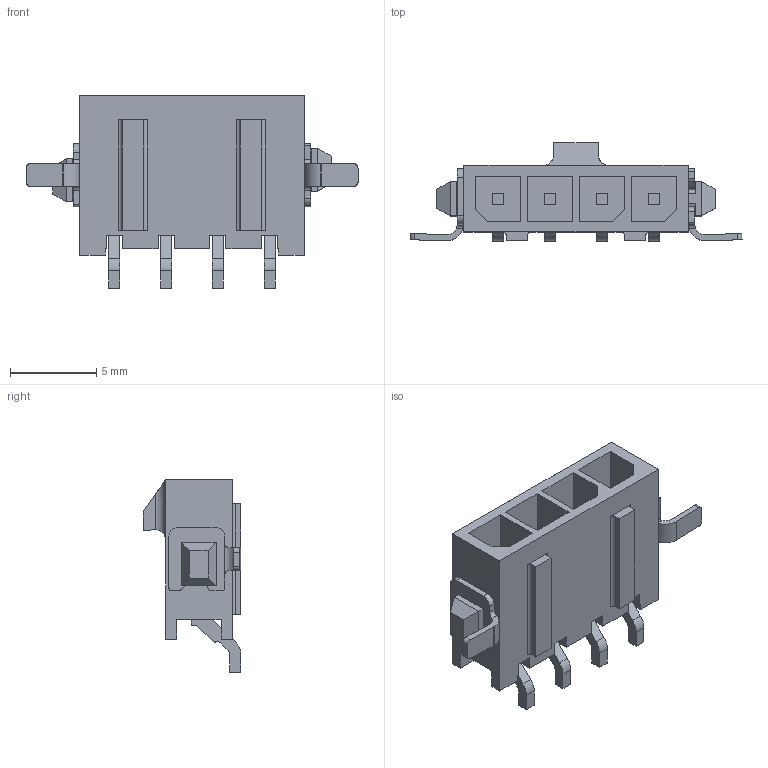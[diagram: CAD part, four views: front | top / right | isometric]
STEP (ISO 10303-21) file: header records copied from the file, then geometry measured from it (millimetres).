
FILE_DESCRIPTION(('STEP AP203'),'1');
FILE_NAME('2-1445091-4.stp','2023-05-31T20:37:22',('TraceParts'),('TraceParts S.A.'),'Spatial InterOp 3D',' ',' ');
FILE_SCHEMA(('CONFIG_CONTROL_DESIGN'));
Length unit declared in the file: millimetre
Products named in the file (1): 1
Bounding box: 19.25 x 5.67 x 11.16 mm (x, y, z)
Volume: 297.7 mm3; surface area: 881 mm2
Topology: 1 solids, 1 shells, 286 faces, 776 edges, 508 vertices
Faces by surface type: plane 216, cylinder 70
Entity records: 9028 total; most frequent: CARTESIAN_POINT 1677, ORIENTED_EDGE 1552, DIRECTION 1464, EDGE_CURVE 776, LINE 638, VECTOR 638, VERTEX_POINT 508, AXIS2_PLACEMENT_3D 413
